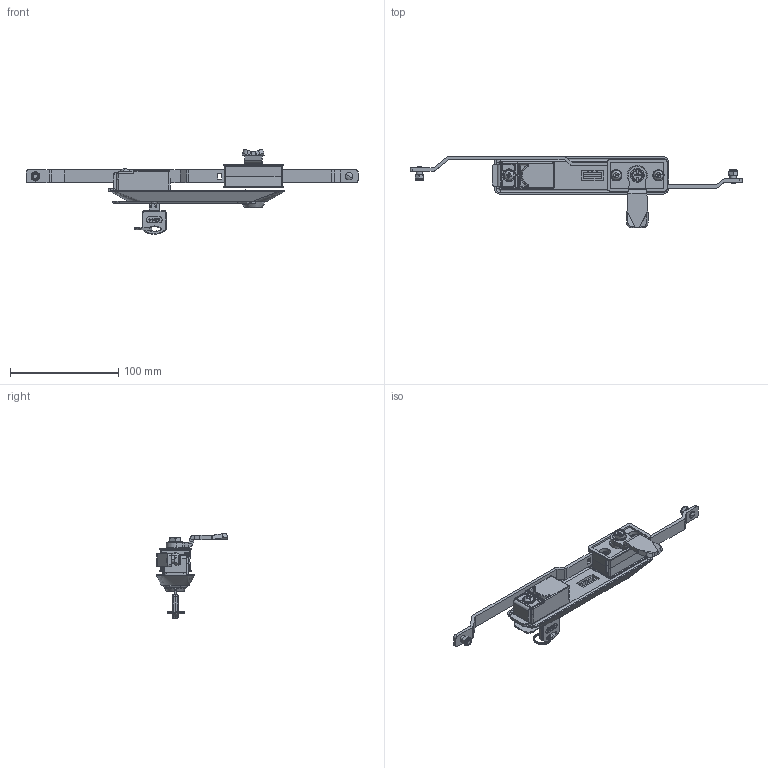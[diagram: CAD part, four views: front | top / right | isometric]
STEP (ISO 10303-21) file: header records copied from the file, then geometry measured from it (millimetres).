
FILE_DESCRIPTION (( 'STEP AP203' ), '1' );
FILE_NAME ('KI28.31.60.P.2.V.STEP', '2022-08-25T11:03:11', ( '' ), ( '' ), 'SwSTEP 2.0', 'SolidWorks 2021', '' );
FILE_SCHEMA (( 'CONFIG_CONTROL_DESIGN' ));
Length unit declared in the file: millimetre
Products named in the file (1): KI28.31.60.P.2.V
Bounding box: 306.75 x 65.81 x 78.48 mm (x, y, z)
Surface area: 46036.2 mm2 (no closed solid volume)
Topology: 0 solids, 31 shells, 722 faces, 2553 edges, 1812 vertices
Faces by surface type: plane 317, cylinder 158, bspline 133, torus 55, cone 54, sphere 5
Entity records: 36396 total; most frequent: CARTESIAN_POINT 17229, ORIENTED_EDGE 4097, DIRECTION 3157, EDGE_CURVE 2547, VERTEX_POINT 1812, AXIS2_PLACEMENT_3D 1080, VECTOR 997, LINE 997
